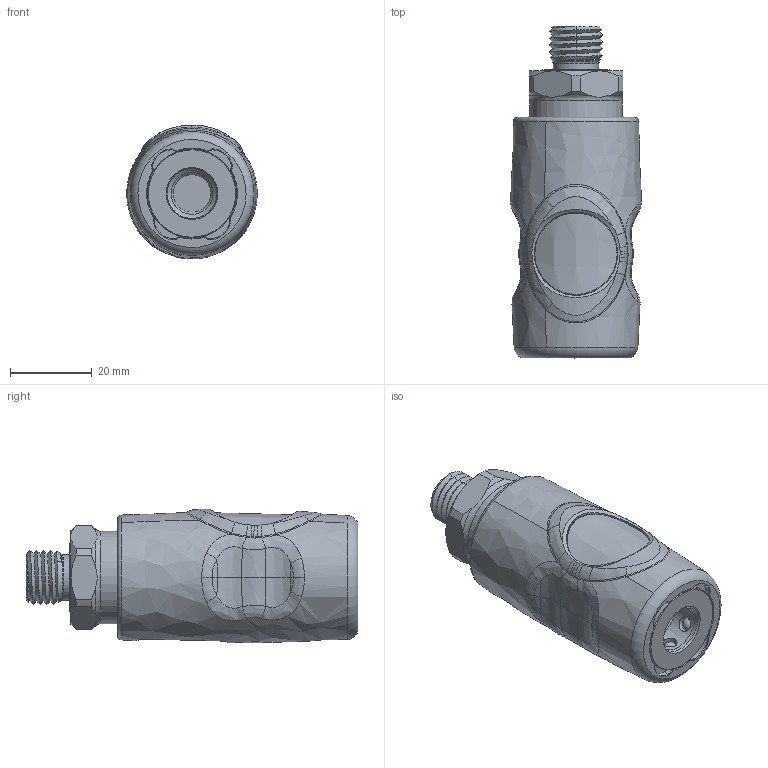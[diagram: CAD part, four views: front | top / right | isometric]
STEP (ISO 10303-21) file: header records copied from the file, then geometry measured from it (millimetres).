
FILE_DESCRIPTION(/* description */ (''),/* implementation_level */ '2;1');
FILE_NAME(/* name */ 'kdgsip_14_nw7.stp',/* time_stamp */ '2017-06-16T12:21:48+02:00',/* author */ ('Hamoud'),/* organization */ (''),/* preprocessor_version */ 'ST-DEVELOPER v15.6',/* originating_system */ 'Autodesk Inventor LT ',/* authorisation */ '');
FILE_SCHEMA (('AUTOMOTIVE_DESIGN { 1 0 10303 214 3 1 1 }'));
Length unit declared in the file: millimetre
Products named in the file (1): kdgsip_14_nw7
Bounding box: 31.98 x 81.3 x 32.81 mm (x, y, z)
Volume: 48491.7 mm3; surface area: 15196.6 mm2
Topology: 8 solids, 8 shells, 267 faces, 634 edges, 386 vertices
Faces by surface type: bspline 104, cylinder 50, plane 48, cone 37, torus 14, sphere 14
Full cylindrical faces by diameter (mm): 3.6 x6, 7 x1, 10.25 x2, 11.1 x1, 11.6 x1, 12.25 x2, 16.5 x1, 16.65 x1, 17.25 x2, 20.3 x1, 20.4 x1, 21.8 x1, 22.6 x1
Entity records: 13343 total; most frequent: CARTESIAN_POINT 8083, ORIENTED_EDGE 1122, DIRECTION 923, EDGE_CURVE 561, AXIS2_PLACEMENT_3D 421, VERTEX_POINT 355, EDGE_LOOP 332, ADVANCED_FACE 266
